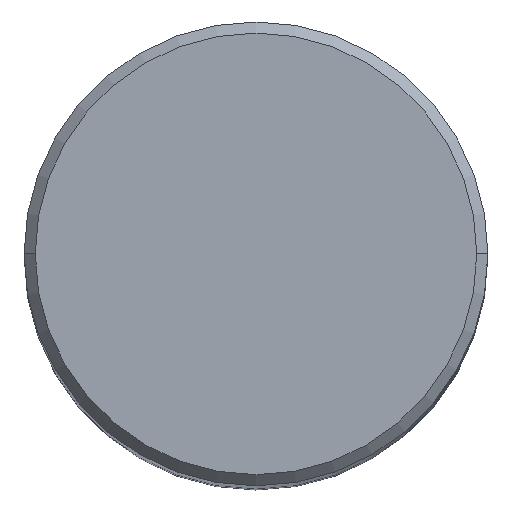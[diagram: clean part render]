
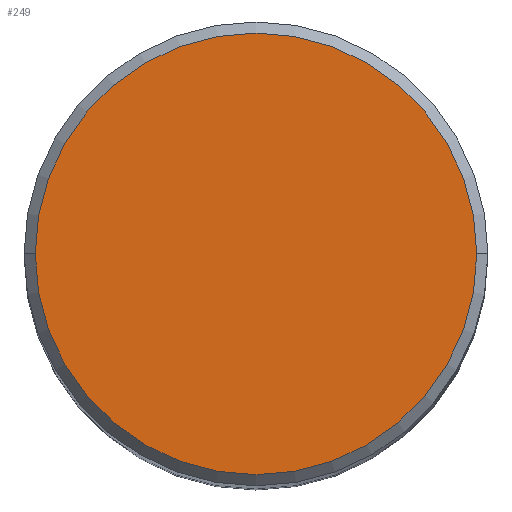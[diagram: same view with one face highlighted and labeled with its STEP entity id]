
A CAD part, top view. The second image highlights one B-rep face of the part: STEP entity #249.
In plain terms, the highlighted planar face has unit normal (0, 0, 1).
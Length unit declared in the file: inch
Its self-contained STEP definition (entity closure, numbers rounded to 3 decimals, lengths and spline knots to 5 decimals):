
#14 = DIRECTION ( 'NONE',  ( 0., 0., 1. ) ) ;
#24 = CARTESIAN_POINT ( 'NONE',  ( 0., 0., 3.5 ) ) ;
#33 = VERTEX_POINT ( 'NONE', #195 ) ;
#34 = AXIS2_PLACEMENT_3D ( 'NONE', #24, #14, #74 ) ;
#50 = VERTEX_POINT ( 'NONE', #275 ) ;
#52 = EDGE_LOOP ( 'NONE', ( #201, #118 ) ) ;
#56 = DIRECTION ( 'NONE',  ( 1., 0., 0. ) ) ;
#70 = AXIS2_PLACEMENT_3D ( 'NONE', #265, #104, #56 ) ;
#74 = DIRECTION ( 'NONE',  ( 1., 0., 0. ) ) ;
#85 = EDGE_CURVE ( 'NONE', #50, #33, #148, .T. ) ;
#104 = DIRECTION ( 'NONE',  ( 0., 0., 1. ) ) ;
#118 = ORIENTED_EDGE ( 'NONE', *, *, #298, .T. ) ;
#134 = DIRECTION ( 'NONE',  ( 0., 0., 1. ) ) ;
#148 = CIRCLE ( 'NONE', #70, 0.2975 ) ;
#170 = FACE_OUTER_BOUND ( 'NONE', #52, .T. ) ;
#193 = CIRCLE ( 'NONE', #345, 0.2975 ) ;
#195 = CARTESIAN_POINT ( 'NONE',  ( 0.2975, 0., 3.5 ) ) ;
#201 = ORIENTED_EDGE ( 'NONE', *, *, #85, .T. ) ;
#202 = PLANE ( 'NONE',  #34 ) ;
#241 = DIRECTION ( 'NONE',  ( 1., 0., 0. ) ) ;
#247 = CARTESIAN_POINT ( 'NONE',  ( 0., 0., 3.5 ) ) ;
#249 = ADVANCED_FACE ( 'NONE', ( #170 ), #202, .T. ) ;
#265 = CARTESIAN_POINT ( 'NONE',  ( 0., 0., 3.5 ) ) ;
#275 = CARTESIAN_POINT ( 'NONE',  ( -0.2975, 0., 3.5 ) ) ;
#298 = EDGE_CURVE ( 'NONE', #33, #50, #193, .T. ) ;
#345 = AXIS2_PLACEMENT_3D ( 'NONE', #247, #134, #241 ) ;
